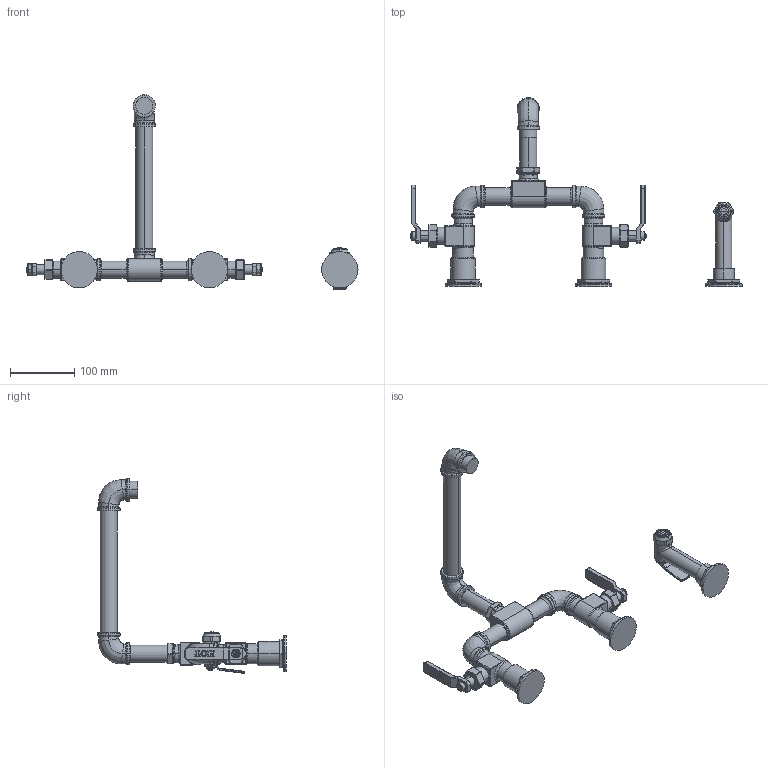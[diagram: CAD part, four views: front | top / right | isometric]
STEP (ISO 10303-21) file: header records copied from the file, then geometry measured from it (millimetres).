
FILE_DESCRIPTION((''),'2;1');
FILE_NAME('3220-5413_','2021-02-26T14:25:18',('rsmith'),(''),'CREO PARAMETRIC BY PTC INC, 2018400','CREO PARAMETRIC BY PTC INC, 2018400','');
FILE_SCHEMA(('AUTOMOTIVE_DESIGN { 1 0 10303 214 1 1 1 1 }'));
Length unit declared in the file: inch
Products named in the file (1): 3220-5413_
Bounding box: 517.62 x 294.26 x 303.46 mm (x, y, z)
Volume: 891064.4 mm3; surface area: 147164.9 mm2
Topology: 3 solids, 6 shells, 1379 faces, 3195 edges, 1900 vertices
Faces by surface type: cylinder 392, plane 315, torus 239, bspline 207, extrusion 154, sphere 58, cone 14
Entity records: 79408 total; most frequent: CARTESIAN_POINT 24668, ORIENTED_EDGE 6390, DIRECTION 6043, PRESENTATION_STYLE_ASSIGNMENT 4679, STYLED_ITEM 3352, CURVE_STYLE 3349, EDGE_CURVE 3195, FILL_AREA_STYLE_COLOUR 2330
